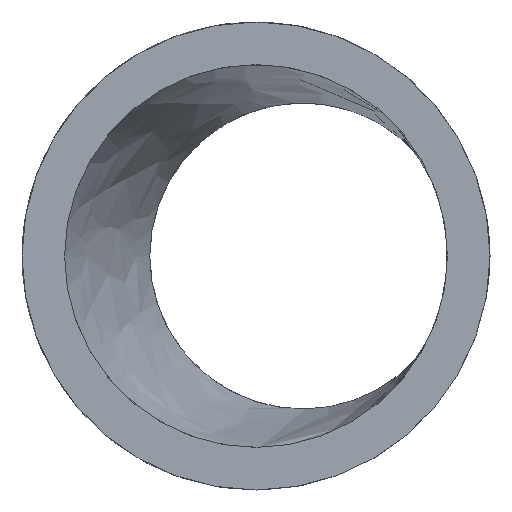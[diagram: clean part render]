
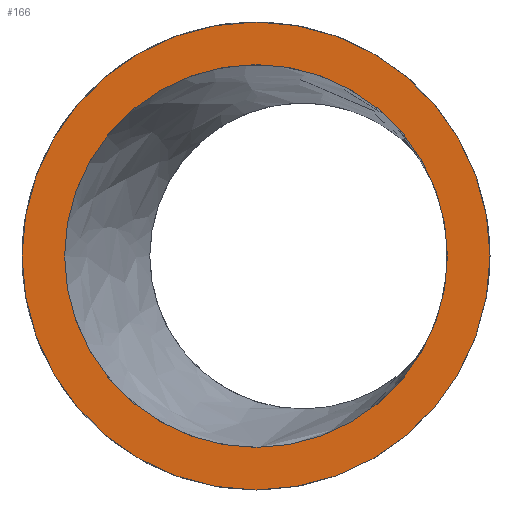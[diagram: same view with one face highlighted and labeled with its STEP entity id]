
A CAD part, left-side view. The second image highlights one B-rep face of the part: STEP entity #166.
In plain terms, the highlighted planar face has unit normal (-1, 0, 0).
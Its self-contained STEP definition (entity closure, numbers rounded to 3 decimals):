
#16=FACE_BOUND('',#66,.T.);
#18=PLANE('',#206);
#43=CIRCLE('',#203,81.8);
#44=CIRCLE('',#205,100.);
#55=FACE_OUTER_BOUND('',#65,.T.);
#65=EDGE_LOOP('',(#155));
#66=EDGE_LOOP('',(#156));
#86=VERTEX_POINT('',#600);
#87=VERTEX_POINT('',#604);
#108=EDGE_CURVE('',#86,#86,#43,.T.);
#110=EDGE_CURVE('',#87,#87,#44,.T.);
#155=ORIENTED_EDGE('',*,*,#110,.F.);
#156=ORIENTED_EDGE('',*,*,#108,.F.);
#166=ADVANCED_FACE('',(#55,#16),#18,.F.);
#203=AXIS2_PLACEMENT_3D('',#602,#244,#245);
#205=AXIS2_PLACEMENT_3D('',#606,#249,#250);
#206=AXIS2_PLACEMENT_3D('',#607,#251,#252);
#244=DIRECTION('center_axis',(-1.,0.,0.));
#245=DIRECTION('ref_axis',(0.,-1.,0.));
#249=DIRECTION('center_axis',(1.,0.,0.));
#250=DIRECTION('ref_axis',(0.,1.,0.));
#251=DIRECTION('center_axis',(1.,0.,0.));
#252=DIRECTION('ref_axis',(0.,0.,-1.));
#600=CARTESIAN_POINT('',(0.,101.8,0.));
#602=CARTESIAN_POINT('Origin',(0.,20.,0.));
#604=CARTESIAN_POINT('',(0.,-80.,0.));
#606=CARTESIAN_POINT('Origin',(0.,20.,0.));
#607=CARTESIAN_POINT('Origin',(0.,20.,0.));
